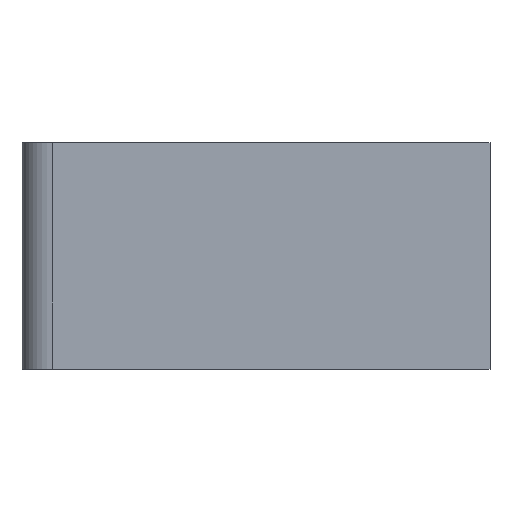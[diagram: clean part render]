
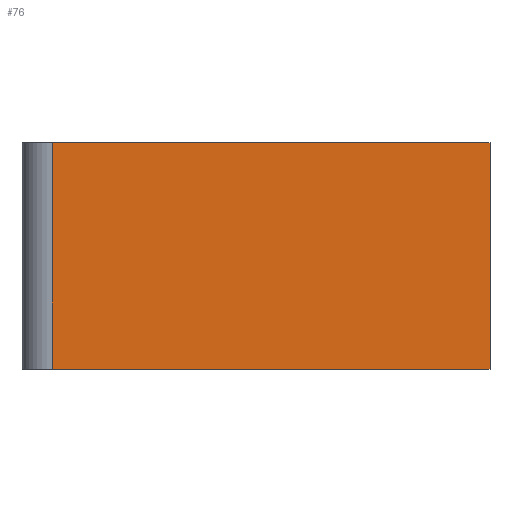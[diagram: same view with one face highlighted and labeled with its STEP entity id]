
A CAD part, top view. The second image highlights one B-rep face of the part: STEP entity #76.
In plain terms, the highlighted planar face has unit normal (0, 0, 1).
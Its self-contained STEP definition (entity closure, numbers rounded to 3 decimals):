
#5 = CARTESIAN_POINT ( 'NONE',  ( -28., 15., 2. ) ) ;
#15 = LINE ( 'NONE', #483, #25 ) ;
#25 = VECTOR ( 'NONE', #529, 1000. ) ;
#44 = VERTEX_POINT ( 'NONE', #122 ) ;
#76 = ADVANCED_FACE ( 'NONE', ( #284 ), #530, .F. ) ;
#80 = CARTESIAN_POINT ( 'NONE',  ( 30., 15., 2. ) ) ;
#87 = EDGE_CURVE ( 'NONE', #157, #322, #201, .T. ) ;
#97 = CARTESIAN_POINT ( 'NONE',  ( -28., 15., 2. ) ) ;
#122 = CARTESIAN_POINT ( 'NONE',  ( -28., -15., 2. ) ) ;
#127 = EDGE_CURVE ( 'NONE', #322, #300, #15, .T. ) ;
#136 = EDGE_CURVE ( 'NONE', #44, #157, #495, .T. ) ;
#157 = VERTEX_POINT ( 'NONE', #403 ) ;
#165 = ORIENTED_EDGE ( 'NONE', *, *, #189, .T. ) ;
#189 = EDGE_CURVE ( 'NONE', #300, #44, #577, .T. ) ;
#201 = LINE ( 'NONE', #357, #387 ) ;
#214 = VECTOR ( 'NONE', #406, 1000. ) ;
#248 = DIRECTION ( 'NONE',  ( 0., 0., -1. ) ) ;
#253 = DIRECTION ( 'NONE',  ( 1., 0., 0. ) ) ;
#258 = AXIS2_PLACEMENT_3D ( 'NONE', #80, #248, #400 ) ;
#284 = FACE_OUTER_BOUND ( 'NONE', #567, .T. ) ;
#296 = CARTESIAN_POINT ( 'NONE',  ( -30., -15., 2. ) ) ;
#300 = VERTEX_POINT ( 'NONE', #5 ) ;
#322 = VERTEX_POINT ( 'NONE', #420 ) ;
#357 = CARTESIAN_POINT ( 'NONE',  ( 30., -15., 2. ) ) ;
#387 = VECTOR ( 'NONE', #482, 1000. ) ;
#400 = DIRECTION ( 'NONE',  ( -1., 0., 0. ) ) ;
#403 = CARTESIAN_POINT ( 'NONE',  ( 30., -15., 2. ) ) ;
#406 = DIRECTION ( 'NONE',  ( 0., -1., 0. ) ) ;
#420 = CARTESIAN_POINT ( 'NONE',  ( 30., 15., 2. ) ) ;
#434 = ORIENTED_EDGE ( 'NONE', *, *, #136, .T. ) ;
#467 = ORIENTED_EDGE ( 'NONE', *, *, #127, .T. ) ;
#470 = VECTOR ( 'NONE', #253, 1000. ) ;
#482 = DIRECTION ( 'NONE',  ( 0., 1., 0. ) ) ;
#483 = CARTESIAN_POINT ( 'NONE',  ( -30., 15., 2. ) ) ;
#495 = LINE ( 'NONE', #296, #470 ) ;
#529 = DIRECTION ( 'NONE',  ( -1., 0., 0. ) ) ;
#530 = PLANE ( 'NONE',  #258 ) ;
#567 = EDGE_LOOP ( 'NONE', ( #165, #434, #583, #467 ) ) ;
#577 = LINE ( 'NONE', #97, #214 ) ;
#583 = ORIENTED_EDGE ( 'NONE', *, *, #87, .T. ) ;
